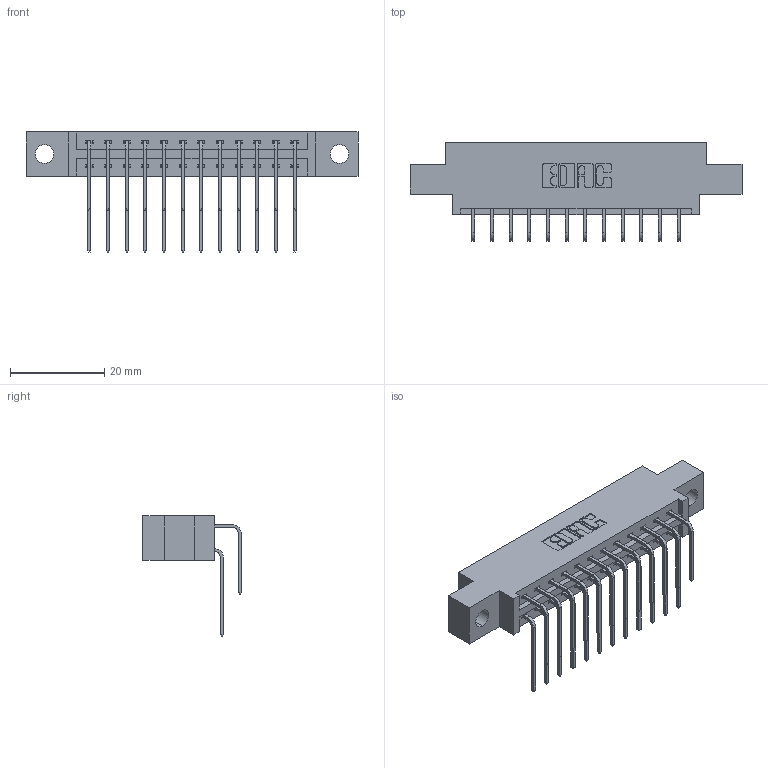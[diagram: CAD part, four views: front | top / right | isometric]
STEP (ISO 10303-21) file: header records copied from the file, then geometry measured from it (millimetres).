
FILE_DESCRIPTION (( 'STEP AP203' ), '1' );
FILE_NAME ('387-024-559-804.STEP', '2019-10-16T19:09:52', ( '' ), ( '' ), 'SwSTEP 2.0', 'SolidWorks 2016', '' );
FILE_SCHEMA (( 'CONFIG_CONTROL_DESIGN' ));
Length unit declared in the file: inch
Products named in the file (4): 345-292-001_558 559 Tail - 1; 387-024-559-804; 345-292-001_559 Tail - 2; 337 Part_0.170 Offset - 0.156 Dia-TH
Assembly tree (25 placements, depth 2):
  387-024-559-804
    337 Part_0.170 Offset - 0.156 Dia-TH
    345-292-001_558 559 Tail - 1  x12
    345-292-001_559 Tail - 2  x12
Bounding box: 70.56 x 20.9 x 25.53 mm (x, y, z)
Volume: 6970.1 mm3; surface area: 8188.7 mm2
Topology: 25 solids, 25 shells, 1462 faces, 4331 edges, 2854 vertices
Faces by surface type: plane 1034, cylinder 428
Entity records: 15103 total; most frequent: CARTESIAN_POINT 2617, ORIENTED_EDGE 2502, DIRECTION 2263, EDGE_CURVE 1251, LINE 1083, VECTOR 1083, VERTEX_POINT 830, AXIS2_PLACEMENT_3D 590
